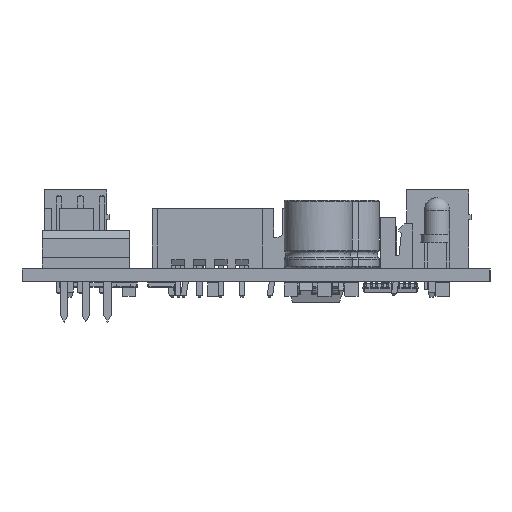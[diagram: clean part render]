
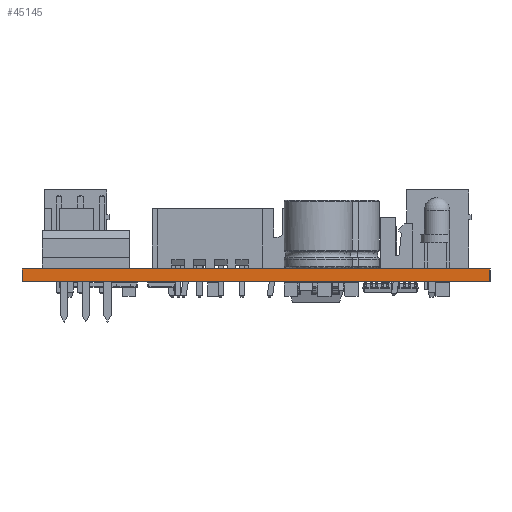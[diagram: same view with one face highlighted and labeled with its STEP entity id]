
A CAD part, left-side view. The second image highlights one B-rep face of the part: STEP entity #45145.
In plain terms, the highlighted planar face has unit normal (-1, 0, 0).
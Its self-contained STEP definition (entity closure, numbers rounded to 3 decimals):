
#45089 = VERTEX_POINT('',#45090);
#45090 = CARTESIAN_POINT('',(88.,-111.,1.51));
#45096 = EDGE_CURVE('',#45097,#45089,#45099,.T.);
#45097 = VERTEX_POINT('',#45098);
#45098 = CARTESIAN_POINT('',(88.,-111.,0.));
#45099 = LINE('',#45100,#45101);
#45100 = CARTESIAN_POINT('',(88.,-111.,0.));
#45101 = VECTOR('',#45102,1.);
#45102 = DIRECTION('',(0.,0.,1.));
#45145 = ADVANCED_FACE('',(#45146),#45171,.T.);
#45146 = FACE_BOUND('',#45147,.T.);
#45147 = EDGE_LOOP('',(#45148,#45149,#45157,#45165));
#45148 = ORIENTED_EDGE('',*,*,#45096,.T.);
#45149 = ORIENTED_EDGE('',*,*,#45150,.T.);
#45150 = EDGE_CURVE('',#45089,#45151,#45153,.T.);
#45151 = VERTEX_POINT('',#45152);
#45152 = CARTESIAN_POINT('',(88.,-56.,1.51));
#45153 = LINE('',#45154,#45155);
#45154 = CARTESIAN_POINT('',(88.,-111.,1.51));
#45155 = VECTOR('',#45156,1.);
#45156 = DIRECTION('',(0.,1.,0.));
#45157 = ORIENTED_EDGE('',*,*,#45158,.F.);
#45158 = EDGE_CURVE('',#45159,#45151,#45161,.T.);
#45159 = VERTEX_POINT('',#45160);
#45160 = CARTESIAN_POINT('',(88.,-56.,0.));
#45161 = LINE('',#45162,#45163);
#45162 = CARTESIAN_POINT('',(88.,-56.,0.));
#45163 = VECTOR('',#45164,1.);
#45164 = DIRECTION('',(0.,0.,1.));
#45165 = ORIENTED_EDGE('',*,*,#45166,.F.);
#45166 = EDGE_CURVE('',#45097,#45159,#45167,.T.);
#45167 = LINE('',#45168,#45169);
#45168 = CARTESIAN_POINT('',(88.,-111.,0.));
#45169 = VECTOR('',#45170,1.);
#45170 = DIRECTION('',(0.,1.,0.));
#45171 = PLANE('',#45172);
#45172 = AXIS2_PLACEMENT_3D('',#45173,#45174,#45175);
#45173 = CARTESIAN_POINT('',(88.,-111.,0.));
#45174 = DIRECTION('',(-1.,0.,0.));
#45175 = DIRECTION('',(0.,1.,0.));
